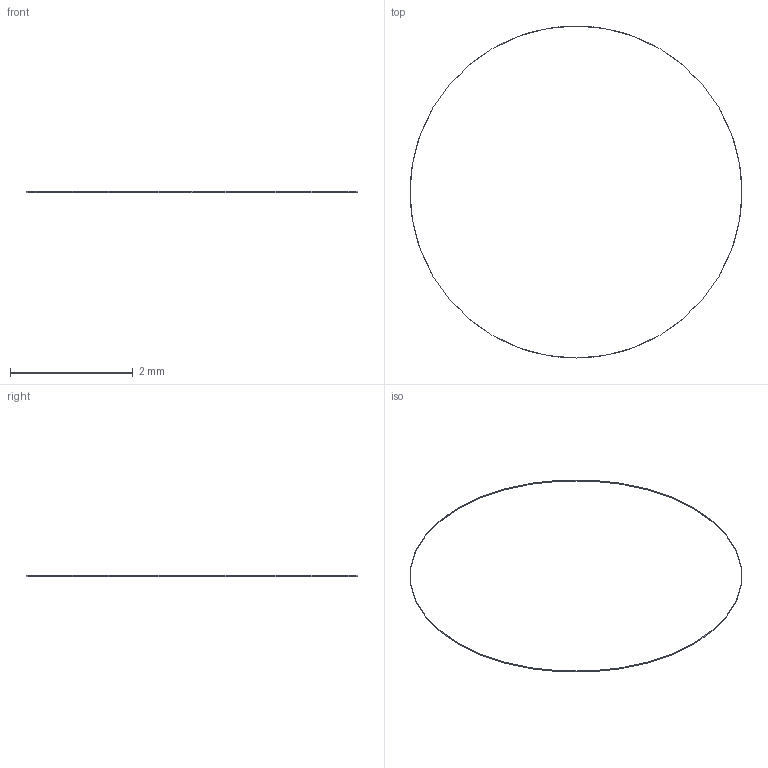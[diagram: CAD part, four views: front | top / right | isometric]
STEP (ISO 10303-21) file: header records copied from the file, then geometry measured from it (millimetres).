
FILE_DESCRIPTION((''),'2;1');
FILE_NAME('MANETTE','2015-02-24T',('SESA69708'),('Schneider-Electric'),'PRO/ENGINEER BY PARAMETRIC TECHNOLOGY CORPORATION, 2012420','PRO/ENGINEER BY PARAMETRIC TECHNOLOGY CORPORATION, 2012420','');
FILE_SCHEMA(('CONFIG_CONTROL_DESIGN'));
Length unit declared in the file: millimetre
Products named in the file (1): MANETTE
Bounding box: 5.4 x 5.4 x 0.02 mm (x, y, z)
Surface area: 0.3 mm2 (no closed solid volume)
Topology: 0 solids, 0 shells, 2 faces, 8 edges, 8 vertices
Faces by surface type: bspline 2
Entity records: 309 total; most frequent: CARTESIAN_POINT 174, DIRECTION 18, TRIMMED_CURVE 14, VECTOR 10, LINE 10, DEFINITIONAL_REPRESENTATION 8, PCURVE 8, COMPOSITE_CURVE_SEGMENT 8
